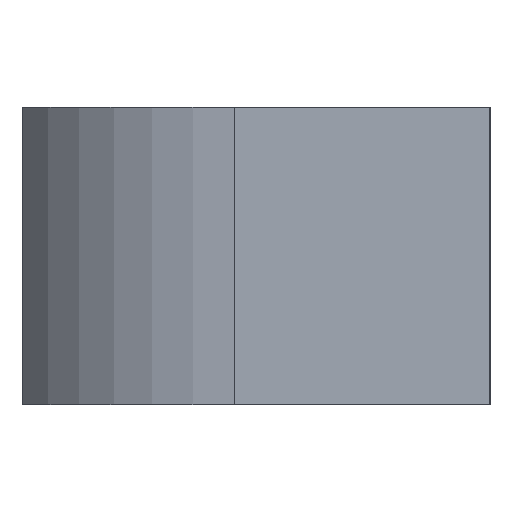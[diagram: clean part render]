
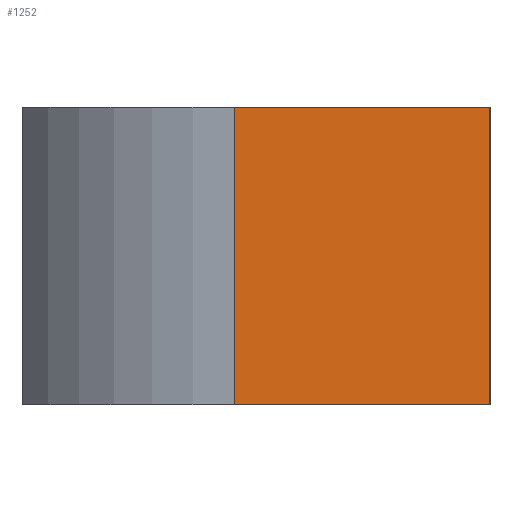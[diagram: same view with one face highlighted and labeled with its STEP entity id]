
A CAD part, left-side view. The second image highlights one B-rep face of the part: STEP entity #1252.
In plain terms, the highlighted planar face has unit normal (-1, 0, 0).
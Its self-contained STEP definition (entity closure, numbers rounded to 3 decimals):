
#96=FACE_OUTER_BOUND('',#168,.T.);
#168=EDGE_LOOP('',(#1069,#1070,#1071,#1072));
#316=LINE('',#1958,#480);
#322=LINE('',#1970,#486);
#323=LINE('',#1971,#487);
#324=LINE('',#1972,#488);
#480=VECTOR('',#1609,0.7);
#486=VECTOR('',#1617,0.7);
#487=VECTOR('',#1618,0.6);
#488=VECTOR('',#1619,0.6);
#603=VERTEX_POINT('',#1956);
#604=VERTEX_POINT('',#1957);
#608=VERTEX_POINT('',#1968);
#609=VERTEX_POINT('',#1969);
#760=EDGE_CURVE('',#603,#604,#316,.T.);
#766=EDGE_CURVE('',#608,#609,#322,.T.);
#767=EDGE_CURVE('',#604,#608,#323,.T.);
#768=EDGE_CURVE('',#609,#603,#324,.T.);
#1069=ORIENTED_EDGE('',*,*,#766,.F.);
#1070=ORIENTED_EDGE('',*,*,#767,.F.);
#1071=ORIENTED_EDGE('',*,*,#760,.F.);
#1072=ORIENTED_EDGE('',*,*,#768,.F.);
#1181=PLANE('',#1335);
#1252=ADVANCED_FACE('',(#96),#1181,.F.);
#1335=AXIS2_PLACEMENT_3D('',#1967,#1615,#1616);
#1609=DIRECTION('',(0.,0.,-1.));
#1615=DIRECTION('center_axis',(1.,0.,0.));
#1616=DIRECTION('ref_axis',(0.,0.,1.));
#1617=DIRECTION('',(0.,0.,1.));
#1618=DIRECTION('',(0.,1.,0.));
#1619=DIRECTION('',(0.,-1.,0.));
#1956=CARTESIAN_POINT('',(-0.85,-0.3,0.7));
#1957=CARTESIAN_POINT('',(-0.85,-0.3,0.));
#1958=CARTESIAN_POINT('',(-0.85,-0.3,0.7));
#1967=CARTESIAN_POINT('Origin',(-0.85,0.,
0.35));
#1968=CARTESIAN_POINT('',(-0.85,0.3,0.));
#1969=CARTESIAN_POINT('',(-0.85,0.3,0.7));
#1970=CARTESIAN_POINT('',(-0.85,0.3,0.));
#1971=CARTESIAN_POINT('',(-0.85,-0.3,0.));
#1972=CARTESIAN_POINT('',(-0.85,0.3,0.7));
